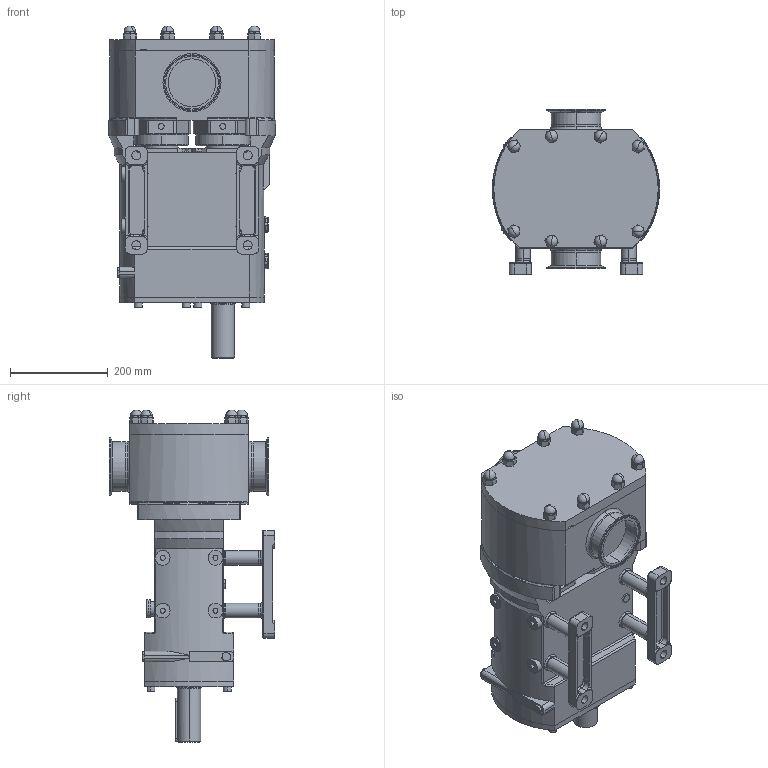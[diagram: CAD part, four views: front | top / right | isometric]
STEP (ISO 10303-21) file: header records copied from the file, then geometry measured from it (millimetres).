
FILE_DESCRIPTION (( 'STEP AP214' ), '1' );
FILE_NAME ('GA4267.STEP', '2024-11-07T16:48:27', ( '' ), ( '' ), 'SwSTEP 2.0', 'SolidWorks 2023', '' );
FILE_SCHEMA (( 'AUTOMOTIVE_DESIGN' ));
Length unit declared in the file: millimetre
Products named in the file (3): Copy of Z94-5121-66 - 4 INCH^GA4267; GA4267; Copy of CP40L-0250 V RHD^GA4267
Assembly tree (3 placements, depth 2):
  GA4267
    Copy of CP40L-0250 V RHD^GA4267
    Copy of Z94-5121-66 - 4 INCH^GA4267  x2
Bounding box: 342 x 338 x 679.37 mm (x, y, z)
Volume: 28911141.3 mm3; surface area: 979040.4 mm2
Topology: 3 solids, 3 shells, 965 faces, 2490 edges, 1454 vertices
Faces by surface type: plane 365, cylinder 279, torus 148, bspline 116, cone 41, sphere 16
Entity records: 34468 total; most frequent: CARTESIAN_POINT 12435, ORIENTED_EDGE 4640, DIRECTION 4625, EDGE_CURVE 2320, AXIS2_PLACEMENT_3D 1779, VERTEX_POINT 1414, LINE 1067, VECTOR 1067
